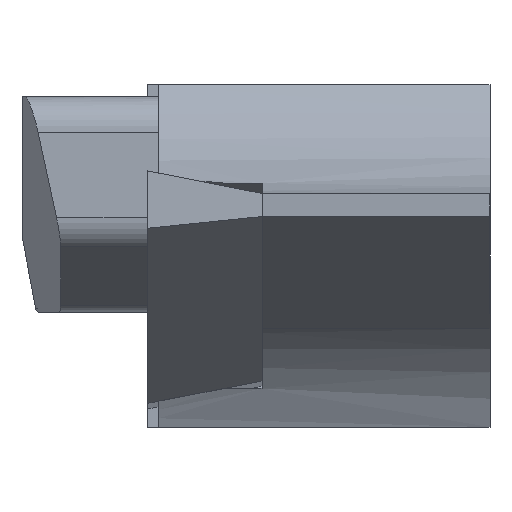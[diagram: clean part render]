
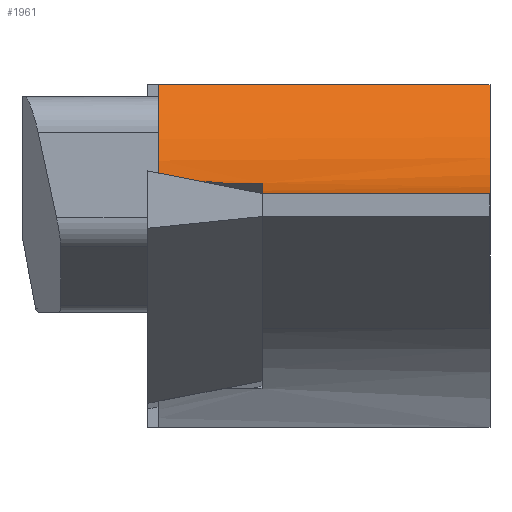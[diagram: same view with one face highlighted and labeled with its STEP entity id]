
A CAD part, left-side view. The second image highlights one B-rep face of the part: STEP entity #1961.
In plain terms, the highlighted cylindrical face has radius 6.1 mm (diameter 12.2 mm), a partial arc.
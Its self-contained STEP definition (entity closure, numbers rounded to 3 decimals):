
#38 = LINE ( 'NONE', #333, #657 ) ;
#52 = VERTEX_POINT ( 'NONE', #1217 ) ;
#92 = LINE ( 'NONE', #1546, #486 ) ;
#137 = CARTESIAN_POINT ( 'NONE',  ( -93.684, -0.3, 2.979 ) ) ;
#145 = ORIENTED_EDGE ( 'NONE', *, *, #1161, .T. ) ;
#194 = CARTESIAN_POINT ( 'NONE',  ( -91.54, -2.099, -2.732 ) ) ;
#205 = ORIENTED_EDGE ( 'NONE', *, *, #953, .F. ) ;
#219 = EDGE_CURVE ( 'NONE', #1702, #52, #1716, .T. ) ;
#269 = DIRECTION ( 'NONE',  ( 0., -1., 0. ) ) ;
#274 = CIRCLE ( 'NONE', #1802, 6.1 ) ;
#286 = EDGE_CURVE ( 'NONE', #1063, #328, #38, .T. ) ;
#328 = VERTEX_POINT ( 'NONE', #1168 ) ;
#333 = CARTESIAN_POINT ( 'NONE',  ( -91.54, 126.129, -2.732 ) ) ;
#359 = CARTESIAN_POINT ( 'NONE',  ( -91.285, -0.912, -2.632 ) ) ;
#361 = DIRECTION ( 'NONE',  ( 0., 0., -1. ) ) ;
#363 = DIRECTION ( 'NONE',  ( 0., 1., 0. ) ) ;
#375 = DIRECTION ( 'NONE',  ( 0., 1., 0. ) ) ;
#407 = DIRECTION ( 'NONE',  ( 0., -1., 0. ) ) ;
#414 = CARTESIAN_POINT ( 'NONE',  ( -93.684, -3.18, 2.979 ) ) ;
#482 = ORIENTED_EDGE ( 'NONE', *, *, #896, .T. ) ;
#486 = VECTOR ( 'NONE', #526, 1000. ) ;
#488 = VERTEX_POINT ( 'NONE', #1174 ) ;
#519 = AXIS2_PLACEMENT_3D ( 'NONE', #137, #407, #1789 ) ;
#526 = DIRECTION ( 'NONE',  ( 0., 1., 0. ) ) ;
#538 = AXIS2_PLACEMENT_3D ( 'NONE', #1363, #2025, #1763 ) ;
#657 = VECTOR ( 'NONE', #269, 1000. ) ;
#667 = AXIS2_PLACEMENT_3D ( 'NONE', #761, #375, #686 ) ;
#670 = CARTESIAN_POINT ( 'NONE',  ( -91.161, -0.3, -2.575 ) ) ;
#686 = DIRECTION ( 'NONE',  ( 1., 0., 0. ) ) ;
#689 = EDGE_CURVE ( 'NONE', #1063, #1702, #1002, .T. ) ;
#761 = CARTESIAN_POINT ( 'NONE',  ( -93.684, -3.18, 2.979 ) ) ;
#773 = CARTESIAN_POINT ( 'NONE',  ( -93.684, 126.129, -3.121 ) ) ;
#804 = VECTOR ( 'NONE', #1337, 1000. ) ;
#836 = CARTESIAN_POINT ( 'NONE',  ( -91.54, -2.099, -2.732 ) ) ;
#896 = EDGE_CURVE ( 'NONE', #328, #1108, #274, .T. ) ;
#953 = EDGE_CURVE ( 'NONE', #488, #1088, #1009, .T. ) ;
#1002 =( BOUNDED_CURVE ( )  B_SPLINE_CURVE ( 3, ( #194, #1902, #359, #1580 ),
 .UNSPECIFIED., .F., .T. ) 
 B_SPLINE_CURVE_WITH_KNOTS ( ( 4, 4 ),
 ( 0.987, 1.055 ),
 .UNSPECIFIED. ) 
 CURVE ( )  GEOMETRIC_REPRESENTATION_ITEM ( )  RATIONAL_B_SPLINE_CURVE ( ( 1., 1., 1., 1. ) ) 
 REPRESENTATION_ITEM ( '' )  );
#1009 = CIRCLE ( 'NONE', #538, 6.1 ) ;
#1063 = VERTEX_POINT ( 'NONE', #836 ) ;
#1088 = VERTEX_POINT ( 'NONE', #1227 ) ;
#1108 = VERTEX_POINT ( 'NONE', #1422 ) ;
#1156 = ORIENTED_EDGE ( 'NONE', *, *, #1517, .T. ) ;
#1161 = EDGE_CURVE ( 'NONE', #488, #52, #92, .T. ) ;
#1168 = CARTESIAN_POINT ( 'NONE',  ( -91.54, -3.18, -2.732 ) ) ;
#1174 = CARTESIAN_POINT ( 'NONE',  ( -88.36, -9.525, 0. ) ) ;
#1217 = CARTESIAN_POINT ( 'NONE',  ( -88.36, -0.3, 0. ) ) ;
#1227 = CARTESIAN_POINT ( 'NONE',  ( -93.684, -9.525, -3.121 ) ) ;
#1231 = ORIENTED_EDGE ( 'NONE', *, *, #689, .F. ) ;
#1246 = DIRECTION ( 'NONE',  ( 0., -1., 0. ) ) ;
#1291 = EDGE_LOOP ( 'NONE', ( #1156, #1522, #205, #145, #1550, #1231, #1404, #482 ) ) ;
#1337 = DIRECTION ( 'NONE',  ( 0., -1., 0. ) ) ;
#1363 = CARTESIAN_POINT ( 'NONE',  ( -93.684, -9.525, 2.979 ) ) ;
#1404 = ORIENTED_EDGE ( 'NONE', *, *, #286, .T. ) ;
#1420 = DIRECTION ( 'NONE',  ( 0., 0., -1. ) ) ;
#1422 = CARTESIAN_POINT ( 'NONE',  ( -93.639, -3.18, -3.121 ) ) ;
#1434 = FACE_OUTER_BOUND ( 'NONE', #1291, .T. ) ;
#1443 = CARTESIAN_POINT ( 'NONE',  ( -93.684, -3.18, -3.121 ) ) ;
#1517 = EDGE_CURVE ( 'NONE', #1108, #1750, #1691, .T. ) ;
#1522 = ORIENTED_EDGE ( 'NONE', *, *, #1717, .T. ) ;
#1546 = CARTESIAN_POINT ( 'NONE',  ( -88.36, 126.129, 0. ) ) ;
#1548 = LINE ( 'NONE', #773, #804 ) ;
#1550 = ORIENTED_EDGE ( 'NONE', *, *, #219, .F. ) ;
#1580 = CARTESIAN_POINT ( 'NONE',  ( -91.161, -0.3, -2.575 ) ) ;
#1584 = AXIS2_PLACEMENT_3D ( 'NONE', #1977, #1246, #361 ) ;
#1691 = CIRCLE ( 'NONE', #667, 6.1 ) ;
#1702 = VERTEX_POINT ( 'NONE', #670 ) ;
#1716 = CIRCLE ( 'NONE', #519, 6.1 ) ;
#1717 = EDGE_CURVE ( 'NONE', #1750, #1088, #1548, .T. ) ;
#1750 = VERTEX_POINT ( 'NONE', #1443 ) ;
#1763 = DIRECTION ( 'NONE',  ( 0., 0., 1. ) ) ;
#1772 = CYLINDRICAL_SURFACE ( 'NONE', #1584, 6.1 ) ;
#1789 = DIRECTION ( 'NONE',  ( 0., 0., 1. ) ) ;
#1802 = AXIS2_PLACEMENT_3D ( 'NONE', #414, #363, #1420 ) ;
#1902 = CARTESIAN_POINT ( 'NONE',  ( -91.412, -1.512, -2.684 ) ) ;
#1961 = ADVANCED_FACE ( 'NONE', ( #1434 ), #1772, .F. ) ;
#1977 = CARTESIAN_POINT ( 'NONE',  ( -93.684, 126.129, 2.979 ) ) ;
#2025 = DIRECTION ( 'NONE',  ( 0., 1., 0. ) ) ;
